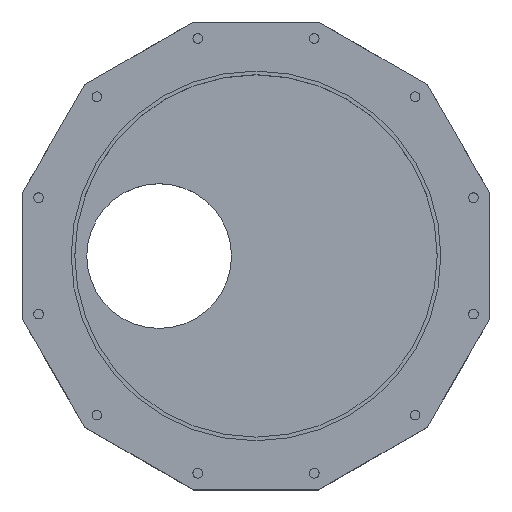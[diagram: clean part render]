
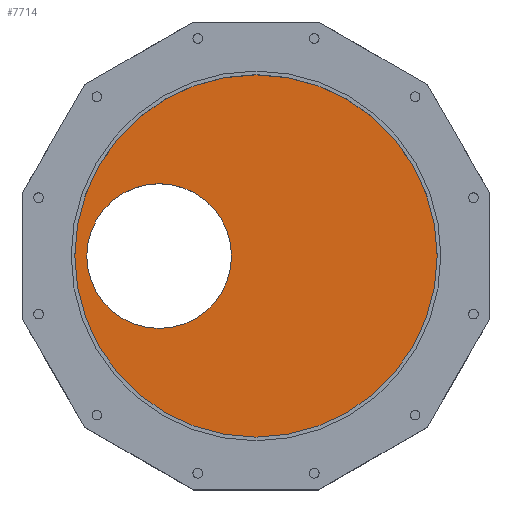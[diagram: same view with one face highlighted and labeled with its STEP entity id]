
A CAD part, top view. The second image highlights one B-rep face of the part: STEP entity #7714.
In plain terms, the highlighted planar face has unit normal (0, 0, 1).
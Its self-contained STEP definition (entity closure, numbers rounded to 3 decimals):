
#3609 = EDGE_CURVE('',#3610,#3610,#3612,.T.);
#3610 = VERTEX_POINT('',#3611);
#3611 = CARTESIAN_POINT('',(-21.5,0.,12.7));
#3612 = CIRCLE('',#3613,63.5);
#3613 = AXIS2_PLACEMENT_3D('',#3614,#3615,#3616);
#3614 = CARTESIAN_POINT('',(-85.,0.,12.7));
#3615 = DIRECTION('',(0.,0.,1.));
#3616 = DIRECTION('',(1.,0.,0.));
#7714 = ADVANCED_FACE('',(#7715,#7726),#7729,.T.);
#7715 = FACE_BOUND('',#7716,.T.);
#7716 = EDGE_LOOP('',(#7717));
#7717 = ORIENTED_EDGE('',*,*,#7718,.T.);
#7718 = EDGE_CURVE('',#7719,#7719,#7721,.T.);
#7719 = VERTEX_POINT('',#7720);
#7720 = CARTESIAN_POINT('',(159.004,0.,12.7));
#7721 = CIRCLE('',#7722,159.004);
#7722 = AXIS2_PLACEMENT_3D('',#7723,#7724,#7725);
#7723 = CARTESIAN_POINT('',(0.,0.,12.7));
#7724 = DIRECTION('',(0.,0.,1.));
#7725 = DIRECTION('',(1.,0.,0.));
#7726 = FACE_BOUND('',#7727,.T.);
#7727 = EDGE_LOOP('',(#7728));
#7728 = ORIENTED_EDGE('',*,*,#3609,.F.);
#7729 = PLANE('',#7730);
#7730 = AXIS2_PLACEMENT_3D('',#7731,#7732,#7733);
#7731 = CARTESIAN_POINT('',(0.,0.,12.7));
#7732 = DIRECTION('',(0.,0.,1.));
#7733 = DIRECTION('',(1.,0.,0.));
